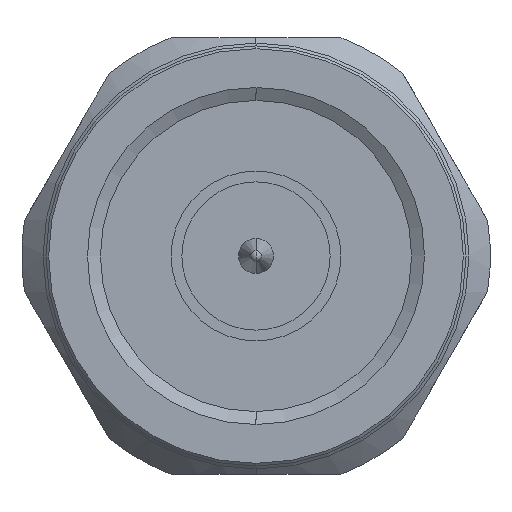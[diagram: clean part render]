
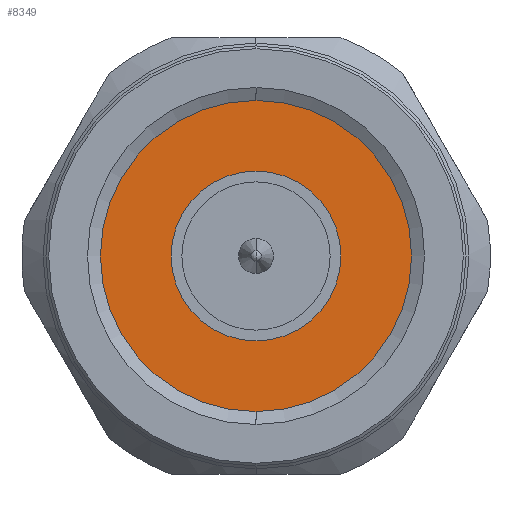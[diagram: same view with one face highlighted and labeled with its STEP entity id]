
A CAD part, left-side view. The second image highlights one B-rep face of the part: STEP entity #8349.
In plain terms, the highlighted planar face has unit normal (-1, 0, 0).
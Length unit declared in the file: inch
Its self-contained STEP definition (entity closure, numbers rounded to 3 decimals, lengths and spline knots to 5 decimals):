
#148 = DIRECTION ( 'NONE',  ( -1., 0., 0. ) ) ;
#327 = CARTESIAN_POINT ( 'NONE',  ( 0.41653, 0.34395, 0. ) ) ;
#372 = CARTESIAN_POINT ( 'NONE',  ( 0.41653, 0., -0.34395 ) ) ;
#675 = AXIS2_PLACEMENT_3D ( 'NONE', #8682, #3251, #6772 ) ;
#799 = DIRECTION ( 'NONE',  ( 0., 0., 1. ) ) ;
#826 = CARTESIAN_POINT ( 'NONE',  ( 0.41653, 0., 0. ) ) ;
#848 = CIRCLE ( 'NONE', #4661, 0.34395 ) ;
#1413 = CARTESIAN_POINT ( 'NONE',  ( 0.41653, 0., 0.34395 ) ) ;
#1510 = FACE_BOUND ( 'NONE', #3273, .T. ) ;
#1786 = CIRCLE ( 'NONE', #7135, 0.34395 ) ;
#1801 = DIRECTION ( 'NONE',  ( -1., 0., 0. ) ) ;
#2507 = CARTESIAN_POINT ( 'NONE',  ( 0.41653, 0., 0.15748 ) ) ;
#2543 = ORIENTED_EDGE ( 'NONE', *, *, #4629, .F. ) ;
#2721 = ORIENTED_EDGE ( 'NONE', *, *, #3484, .T. ) ;
#3023 = DIRECTION ( 'NONE',  ( 1., 0., 0. ) ) ;
#3119 = VERTEX_POINT ( 'NONE', #2507 ) ;
#3168 = DIRECTION ( 'NONE',  ( 0., 0., 1. ) ) ;
#3251 = DIRECTION ( 'NONE',  ( -1., 0., 0. ) ) ;
#3273 = EDGE_LOOP ( 'NONE', ( #2543, #4913 ) ) ;
#3303 = VERTEX_POINT ( 'NONE', #1413 ) ;
#3398 = CIRCLE ( 'NONE', #6357, 0.15748 ) ;
#3484 = EDGE_CURVE ( 'NONE', #6640, #3303, #1786, .T. ) ;
#3500 = CIRCLE ( 'NONE', #675, 0.15748 ) ;
#3531 = DIRECTION ( 'NONE',  ( -1., 0., 0. ) ) ;
#4367 = EDGE_LOOP ( 'NONE', ( #8586, #2721 ) ) ;
#4629 = EDGE_CURVE ( 'NONE', #3119, #5978, #3500, .T. ) ;
#4661 = AXIS2_PLACEMENT_3D ( 'NONE', #8551, #1801, #3168 ) ;
#4805 = AXIS2_PLACEMENT_3D ( 'NONE', #327, #3023, #5710 ) ;
#4905 = PLANE ( 'NONE',  #4805 ) ;
#4913 = ORIENTED_EDGE ( 'NONE', *, *, #5857, .F. ) ;
#5134 = CARTESIAN_POINT ( 'NONE',  ( 0.41653, 0., -0.15748 ) ) ;
#5549 = EDGE_CURVE ( 'NONE', #3303, #6640, #848, .T. ) ;
#5710 = DIRECTION ( 'NONE',  ( 0., 0., -1. ) ) ;
#5857 = EDGE_CURVE ( 'NONE', #5978, #3119, #3398, .T. ) ;
#5978 = VERTEX_POINT ( 'NONE', #5134 ) ;
#6223 = DIRECTION ( 'NONE',  ( 0., 0., 1. ) ) ;
#6357 = AXIS2_PLACEMENT_3D ( 'NONE', #7476, #148, #799 ) ;
#6375 = FACE_OUTER_BOUND ( 'NONE', #4367, .T. ) ;
#6640 = VERTEX_POINT ( 'NONE', #372 ) ;
#6772 = DIRECTION ( 'NONE',  ( 0., 0., 1. ) ) ;
#7135 = AXIS2_PLACEMENT_3D ( 'NONE', #826, #3531, #6223 ) ;
#7476 = CARTESIAN_POINT ( 'NONE',  ( 0.41653, 0., 0. ) ) ;
#8349 = ADVANCED_FACE ( 'NONE', ( #1510, #6375 ), #4905, .F. ) ;
#8551 = CARTESIAN_POINT ( 'NONE',  ( 0.41653, 0., 0. ) ) ;
#8586 = ORIENTED_EDGE ( 'NONE', *, *, #5549, .T. ) ;
#8682 = CARTESIAN_POINT ( 'NONE',  ( 0.41653, 0., 0. ) ) ;
